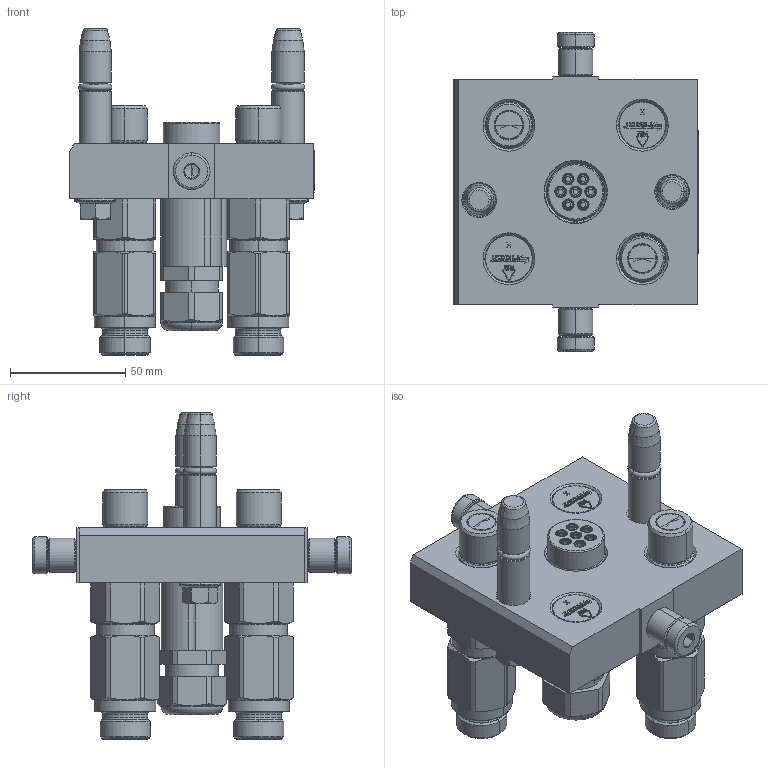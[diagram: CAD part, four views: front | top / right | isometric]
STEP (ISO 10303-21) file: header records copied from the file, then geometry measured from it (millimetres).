
FILE_DESCRIPTION (( 'STEP AP214' ), '1' );
FILE_NAME ('FASTER.step', '2022-10-24T12:49:11', ( '' ), ( '' ), 'SwSTEP 2.0', 'SolidWorks 2017', '' );
FILE_SCHEMA (( 'AUTOMOTIVE_DESIGN' ));
Length unit declared in the file: millimetre
Products named in the file (15): 4830_028_1000_011; FASTER; 4830_013_3000_030; corspel08-7_m; 4830_044_0000_000; 1540_080_0008_000; 4830_021_0000_000; 3ffnp38-2_22m; 4830_010_0000_011; TAPPO_38; P506-1_M_BASE; et002; conn_7p_m; or2_62x9_19_m
Assembly tree (23 placements, depth 3):
  FASTER
    P506-1_M_BASE
      4830_010_0000_011
      4830_021_0000_000  x2
      1540_080_0008_000  x2
      4830_013_3000_030  x2
      4830_028_1000_011  x2
      or2_62x9_19_m  x2
    3ffnp38-2_22m  x2
      3ffnp38-2_22m
    TAPPO_38  x2
    conn_7p_m
      4830_044_0000_000  x3
      corspel08-7_m
    et002
Bounding box: 106.3 x 138.6 x 142 mm (x, y, z)
Volume: 13312.4 mm3; surface area: 104523.2 mm2
Topology: 7 solids, 51 shells, 2440 faces, 6302 edges, 4022 vertices
Faces by surface type: plane 1370, cylinder 532, cone 298, torus 208, sphere 18, bspline 14
Entity records: 63525 total; most frequent: CARTESIAN_POINT 13534, ORIENTED_EDGE 8656, DIRECTION 8469, EDGE_CURVE 4388, LINE 3097, VECTOR 3097, VERTEX_POINT 2829, AXIS2_PLACEMENT_3D 2686
